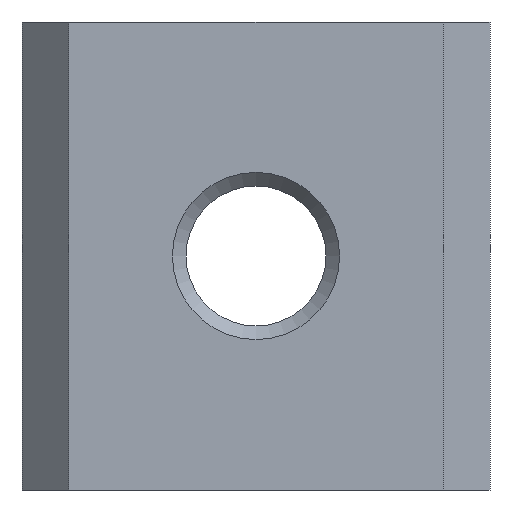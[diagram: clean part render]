
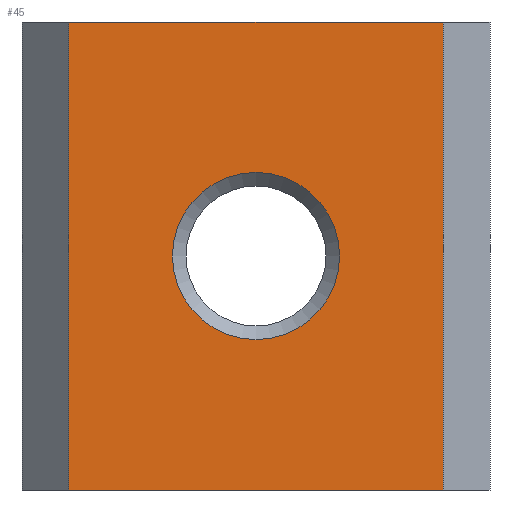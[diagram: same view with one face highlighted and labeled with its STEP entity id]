
A CAD part, front view. The second image highlights one B-rep face of the part: STEP entity #45.
In plain terms, the highlighted planar face has unit normal (0, -1, 0).
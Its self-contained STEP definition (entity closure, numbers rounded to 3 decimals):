
#45 = ADVANCED_FACE( '', ( #95, #96 ), #97, .F. );
#95 = FACE_BOUND( '', #152, .T. );
#96 = FACE_OUTER_BOUND( '', #153, .T. );
#97 = PLANE( '', #154 );
#152 = EDGE_LOOP( '', ( #218 ) );
#153 = EDGE_LOOP( '', ( #219, #220, #221, #222 ) );
#154 = AXIS2_PLACEMENT_3D( '', #223, #224, #225 );
#218 = ORIENTED_EDGE( '', *, *, #337, .F. );
#219 = ORIENTED_EDGE( '', *, *, #338, .T. );
#220 = ORIENTED_EDGE( '', *, *, #339, .F. );
#221 = ORIENTED_EDGE( '', *, *, #340, .F. );
#222 = ORIENTED_EDGE( '', *, *, #333, .T. );
#223 = CARTESIAN_POINT( '', ( -11.2, 0., 14. ) );
#224 = DIRECTION( '', ( 0., 1., 0. ) );
#225 = DIRECTION( '', ( 0., 0., 1. ) );
#333 = EDGE_CURVE( '', #392, #390, #393, .T. );
#337 = EDGE_CURVE( '', #398, #398, #399, .T. );
#338 = EDGE_CURVE( '', #390, #400, #401, .T. );
#339 = EDGE_CURVE( '', #402, #400, #403, .T. );
#340 = EDGE_CURVE( '', #392, #402, #404, .T. );
#390 = VERTEX_POINT( '', #471 );
#392 = VERTEX_POINT( '', #474 );
#393 = LINE( '', #475, #476 );
#398 = VERTEX_POINT( '', #483 );
#399 = CIRCLE( '', #484, 5. );
#400 = VERTEX_POINT( '', #485 );
#401 = LINE( '', #486, #487 );
#402 = VERTEX_POINT( '', #488 );
#403 = LINE( '', #489, #490 );
#404 = LINE( '', #491, #492 );
#471 = CARTESIAN_POINT( '', ( -11.2, 0., -14. ) );
#474 = CARTESIAN_POINT( '', ( -11.2, 0., 14. ) );
#475 = CARTESIAN_POINT( '', ( -11.2, 0., 14. ) );
#476 = VECTOR( '', #555, 1000. );
#483 = CARTESIAN_POINT( '', ( 0., 0., -5. ) );
#484 = AXIS2_PLACEMENT_3D( '', #558, #559, #560 );
#485 = CARTESIAN_POINT( '', ( 11.2, 0., -14. ) );
#486 = CARTESIAN_POINT( '', ( -11.2, 0., -14. ) );
#487 = VECTOR( '', #561, 1000. );
#488 = CARTESIAN_POINT( '', ( 11.2, 0., 14. ) );
#489 = CARTESIAN_POINT( '', ( 11.2, 0., 14. ) );
#490 = VECTOR( '', #562, 1000. );
#491 = CARTESIAN_POINT( '', ( -11.2, 0., 14. ) );
#492 = VECTOR( '', #563, 1000. );
#555 = DIRECTION( '', ( 0., 0., -1. ) );
#558 = CARTESIAN_POINT( '', ( 0., 0., 0. ) );
#559 = DIRECTION( '', ( 0., -1., 0. ) );
#560 = DIRECTION( '', ( 0., 0., -1. ) );
#561 = DIRECTION( '', ( 1., 0., 0. ) );
#562 = DIRECTION( '', ( 0., 0., -1. ) );
#563 = DIRECTION( '', ( 1., 0., 0. ) );
